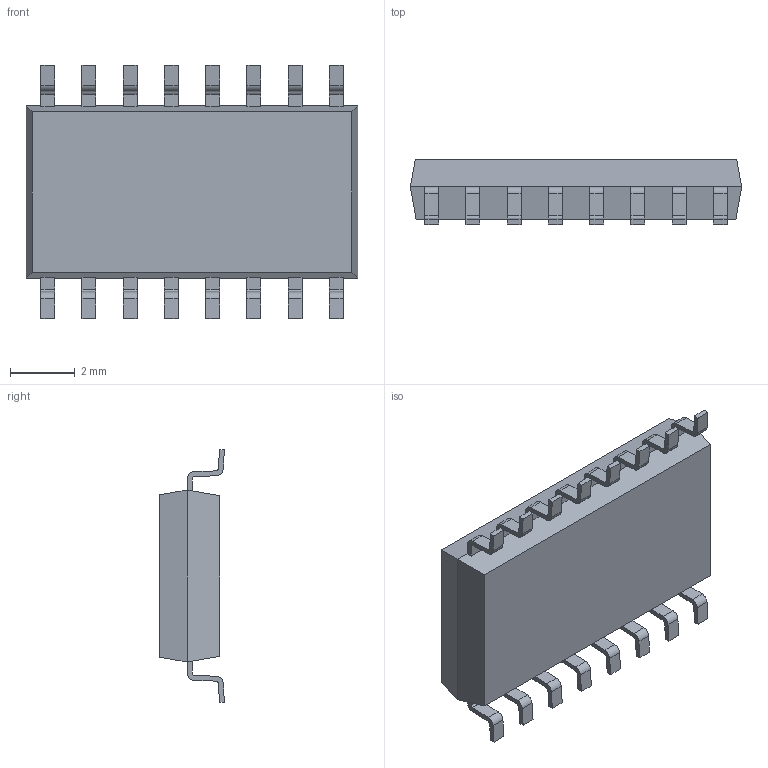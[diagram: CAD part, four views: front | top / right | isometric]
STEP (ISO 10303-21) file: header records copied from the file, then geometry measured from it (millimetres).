
FILE_DESCRIPTION (( 'STEP AP214' ), '1' );
FILE_NAME ('NS16.STEP', '2020-08-11T05:12:30', ( '' ), ( '' ), 'SwSTEP 2.0', 'SolidWorks 2017', '' );
FILE_SCHEMA (( 'AUTOMOTIVE_DESIGN' ));
Length unit declared in the file: millimetre
Products named in the file (1): NS16
Bounding box: 10.2 x 2 x 7.8 mm (x, y, z)
Volume: 97.5 mm3; surface area: 196.9 mm2
Topology: 18 solids, 18 shells, 241 faces, 608 edges, 404 vertices
Faces by surface type: plane 173, cylinder 68
Entity records: 7580 total; most frequent: CARTESIAN_POINT 1254, DIRECTION 1228, ORIENTED_EDGE 1216, EDGE_CURVE 608, VECTOR 472, LINE 472, VERTEX_POINT 404, AXIS2_PLACEMENT_3D 378
